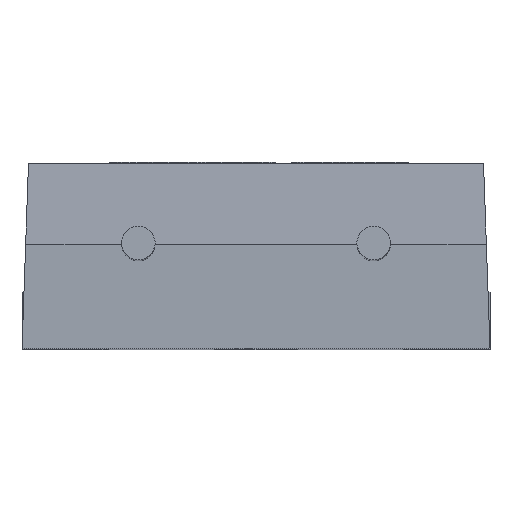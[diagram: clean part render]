
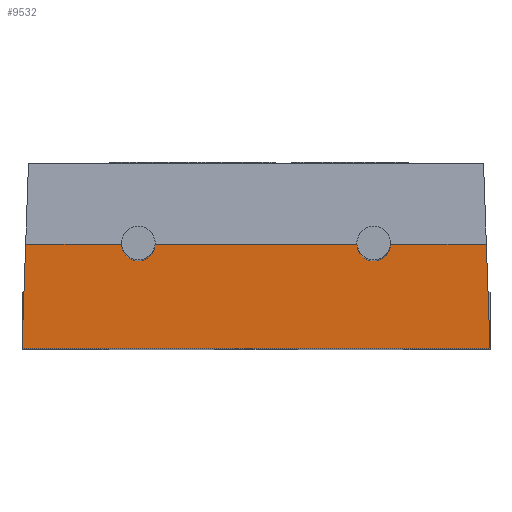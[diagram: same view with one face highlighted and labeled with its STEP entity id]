
A CAD part, top view. The second image highlights one B-rep face of the part: STEP entity #9532.
In plain terms, the highlighted planar face has unit normal (0, -0.035, 0.999).
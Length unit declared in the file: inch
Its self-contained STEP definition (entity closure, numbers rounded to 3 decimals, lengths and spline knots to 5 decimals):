
#8787=DIRECTION('',(-1.,0.,0.));
#8788=VECTOR('',#8787,0.3976);
#8789=CARTESIAN_POINT('',(0.1988,0.,0.1677));
#8790=LINE('',#8789,#8788);
#8983=DIRECTION('',(0.035,0.999,0.035));
#8984=VECTOR('',#8983,0.08886);
#8985=CARTESIAN_POINT('',(-0.1988,0.,0.1677));
#8986=LINE('',#8985,#8984);
#8987=CARTESIAN_POINT('',(-0.11425,0.08875,0.1708));
#8988=CARTESIAN_POINT('',(-0.11425,0.08707,0.17074));
#8989=CARTESIAN_POINT('',(-0.11364,0.08344,
0.17061));
#8990=CARTESIAN_POINT('',(-0.11037,0.07837,
0.17044));
#8991=CARTESIAN_POINT('',(-0.10616,0.07565,
0.17034));
#8992=CARTESIAN_POINT('',(-0.10257,0.07465,
0.17031));
#8993=CARTESIAN_POINT('',(-0.1,0.07443,0.1703));
#8994=CARTESIAN_POINT('',(-0.09743,0.07465,
0.17031));
#8995=CARTESIAN_POINT('',(-0.09384,0.07565,
0.17034));
#8996=CARTESIAN_POINT('',(-0.08963,0.07837,
0.17044));
#8997=CARTESIAN_POINT('',(-0.08636,0.08344,
0.17061));
#8998=CARTESIAN_POINT('',(-0.08575,0.08707,0.17074));
#8999=CARTESIAN_POINT('',(-0.08575,0.08875,0.1708));
#9001=CARTESIAN_POINT('',(0.08575,0.08875,0.1708));
#9002=CARTESIAN_POINT('',(0.08575,0.08707,0.17074));
#9003=CARTESIAN_POINT('',(0.08636,0.08344,
0.17061));
#9004=CARTESIAN_POINT('',(0.08963,0.07837,
0.17044));
#9005=CARTESIAN_POINT('',(0.09384,0.07565,
0.17034));
#9006=CARTESIAN_POINT('',(0.09743,0.07465,
0.17031));
#9007=CARTESIAN_POINT('',(0.1,0.07443,0.1703));
#9008=CARTESIAN_POINT('',(0.10257,0.07465,
0.17031));
#9009=CARTESIAN_POINT('',(0.10616,0.07565,
0.17034));
#9010=CARTESIAN_POINT('',(0.11037,0.07837,
0.17044));
#9011=CARTESIAN_POINT('',(0.11364,0.08344,
0.17061));
#9012=CARTESIAN_POINT('',(0.11425,0.08707,0.17074));
#9013=CARTESIAN_POINT('',(0.11425,0.08875,0.1708));
#9015=DIRECTION('',(-0.035,0.999,0.035));
#9016=VECTOR('',#9015,0.08886);
#9017=CARTESIAN_POINT('',(0.1988,0.,0.1677));
#9018=LINE('',#9017,#9016);
#9027=DIRECTION('',(-1.,0.,0.));
#9028=VECTOR('',#9027,0.08145);
#9029=CARTESIAN_POINT('',(0.1957,0.08875,0.1708));
#9030=LINE('',#9029,#9028);
#9045=DIRECTION('',(-1.,0.,0.));
#9046=VECTOR('',#9045,0.1715);
#9047=CARTESIAN_POINT('',(0.08575,0.08875,0.1708));
#9048=LINE('',#9047,#9046);
#9063=DIRECTION('',(-1.,0.,0.));
#9064=VECTOR('',#9063,0.08145);
#9065=CARTESIAN_POINT('',(-0.11425,0.08875,0.1708));
#9066=LINE('',#9065,#9064);
#9123=CARTESIAN_POINT('',(0.08575,0.08875,0.1708));
#9124=CARTESIAN_POINT('',(-0.08575,0.08875,0.1708));
#9125=VERTEX_POINT('',#9123);
#9126=VERTEX_POINT('',#9124);
#9128=CARTESIAN_POINT('',(-0.1988,0.,0.1677));
#9130=VERTEX_POINT('',#9128);
#9132=CARTESIAN_POINT('',(0.1988,0.,0.1677));
#9134=VERTEX_POINT('',#9132);
#9143=CARTESIAN_POINT('',(-0.1957,0.08875,0.1708));
#9144=VERTEX_POINT('',#9143);
#9145=CARTESIAN_POINT('',(0.1957,0.08875,0.1708));
#9146=VERTEX_POINT('',#9145);
#9151=CARTESIAN_POINT('',(0.11425,0.08875,0.1708));
#9152=VERTEX_POINT('',#9151);
#9153=CARTESIAN_POINT('',(-0.11425,0.08875,0.1708));
#9154=VERTEX_POINT('',#9153);
#9512=CARTESIAN_POINT('',(0.1988,0.,0.1677));
#9513=DIRECTION('',(0.,0.035,-0.999));
#9514=DIRECTION('',(0.,0.999,0.035));
#9515=AXIS2_PLACEMENT_3D('',#9512,#9513,#9514);
#9516=PLANE('',#9515);
#9517=ORIENTED_EDGE('',*,*,#9264,.T.);
#9519=ORIENTED_EDGE('',*,*,#9518,.F.);
#9521=ORIENTED_EDGE('',*,*,#9520,.T.);
#9523=ORIENTED_EDGE('',*,*,#9522,.F.);
#9525=ORIENTED_EDGE('',*,*,#9524,.T.);
#9527=ORIENTED_EDGE('',*,*,#9526,.F.);
#9528=ORIENTED_EDGE('',*,*,#9500,.F.);
#9529=ORIENTED_EDGE('',*,*,#9218,.T.);
#9530=EDGE_LOOP('',(#9517,#9519,#9521,#9523,#9525,#9527,#9528,#9529));
#9531=FACE_OUTER_BOUND('',#9530,.F.);
#9532=ADVANCED_FACE('',(#9531),#9516,.F.);
#9000=B_SPLINE_CURVE_WITH_KNOTS('',3,(#8987,#8988,#8989,#8990,#8991,#8992,#8993,
#8994,#8995,#8996,#8997,#8998,#8999),.UNSPECIFIED.,.F.,.F.,(4,1,1,1,1,1,1,1,1,1,
4),(0.,0.125,0.25,0.375,0.4375,0.5,0.5625,0.625,0.75,0.875,
1.),.UNSPECIFIED.);
#9014=B_SPLINE_CURVE_WITH_KNOTS('',3,(#9001,#9002,#9003,#9004,#9005,#9006,#9007,
#9008,#9009,#9010,#9011,#9012,#9013),.UNSPECIFIED.,.F.,.F.,(4,1,1,1,1,1,1,1,1,1,
4),(0.,0.125,0.25,0.375,0.4375,0.5,0.5625,0.625,0.75,0.875,
1.),.UNSPECIFIED.);
#9218=EDGE_CURVE('',#9134,#9130,#8790,.T.);
#9264=EDGE_CURVE('',#9130,#9144,#8986,.T.);
#9500=EDGE_CURVE('',#9134,#9146,#9018,.T.);
#9518=EDGE_CURVE('',#9154,#9144,#9066,.T.);
#9520=EDGE_CURVE('',#9154,#9126,#9000,.T.);
#9522=EDGE_CURVE('',#9125,#9126,#9048,.T.);
#9524=EDGE_CURVE('',#9125,#9152,#9014,.T.);
#9526=EDGE_CURVE('',#9146,#9152,#9030,.T.);
